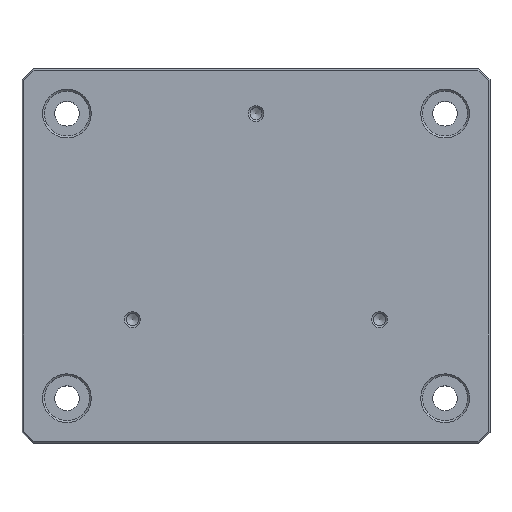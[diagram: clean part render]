
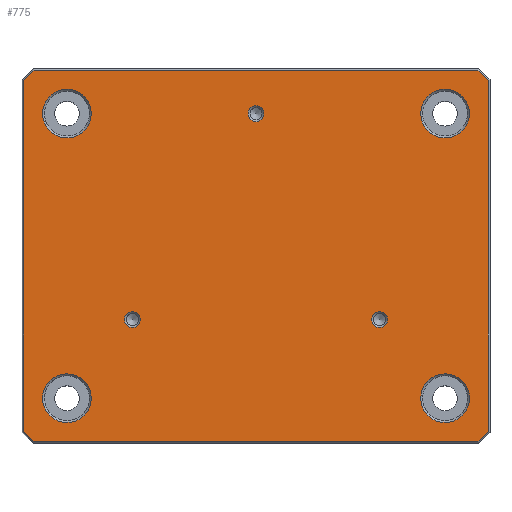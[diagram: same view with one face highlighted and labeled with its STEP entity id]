
A CAD part, top view. The second image highlights one B-rep face of the part: STEP entity #775.
In plain terms, the highlighted planar face has unit normal (0, 0, 1).
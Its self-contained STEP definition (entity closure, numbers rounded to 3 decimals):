
#113=FACE_BOUND('',#220,.T.);
#114=FACE_BOUND('',#221,.T.);
#115=FACE_BOUND('',#222,.T.);
#116=FACE_BOUND('',#223,.T.);
#117=FACE_BOUND('',#224,.T.);
#118=FACE_BOUND('',#225,.T.);
#119=FACE_BOUND('',#226,.T.);
#128=CIRCLE('',#842,2.121);
#129=CIRCLE('',#843,2.121);
#130=CIRCLE('',#844,6.5);
#131=CIRCLE('',#845,6.5);
#132=CIRCLE('',#846,6.5);
#133=CIRCLE('',#847,6.5);
#134=CIRCLE('',#848,2.121);
#176=FACE_OUTER_BOUND('',#219,.T.);
#219=EDGE_LOOP('',(#595,#596,#597,#598,#599,#600,#601,#602));
#220=EDGE_LOOP('',(#603));
#221=EDGE_LOOP('',(#604));
#222=EDGE_LOOP('',(#605));
#223=EDGE_LOOP('',(#606));
#224=EDGE_LOOP('',(#607));
#225=EDGE_LOOP('',(#608));
#226=EDGE_LOOP('',(#609));
#265=LINE('',#1181,#326);
#269=LINE('',#1189,#330);
#272=LINE('',#1195,#333);
#275=LINE('',#1201,#336);
#278=LINE('',#1207,#339);
#282=LINE('',#1215,#343);
#285=LINE('',#1221,#346);
#288=LINE('',#1225,#349);
#326=VECTOR('',#928,10.);
#330=VECTOR('',#934,10.);
#333=VECTOR('',#939,10.);
#336=VECTOR('',#944,10.);
#339=VECTOR('',#949,10.);
#343=VECTOR('',#955,10.);
#346=VECTOR('',#960,10.);
#349=VECTOR('',#965,10.);
#387=VERTEX_POINT('',#1179);
#388=VERTEX_POINT('',#1180);
#391=VERTEX_POINT('',#1188);
#393=VERTEX_POINT('',#1194);
#395=VERTEX_POINT('',#1200);
#397=VERTEX_POINT('',#1206);
#400=VERTEX_POINT('',#1214);
#402=VERTEX_POINT('',#1220);
#408=VERTEX_POINT('',#1245);
#409=VERTEX_POINT('',#1247);
#410=VERTEX_POINT('',#1249);
#411=VERTEX_POINT('',#1251);
#412=VERTEX_POINT('',#1253);
#413=VERTEX_POINT('',#1255);
#414=VERTEX_POINT('',#1257);
#450=EDGE_CURVE('',#387,#388,#265,.T.);
#454=EDGE_CURVE('',#388,#391,#269,.T.);
#457=EDGE_CURVE('',#391,#393,#272,.T.);
#460=EDGE_CURVE('',#393,#395,#275,.T.);
#463=EDGE_CURVE('',#395,#397,#278,.T.);
#467=EDGE_CURVE('',#397,#400,#282,.T.);
#470=EDGE_CURVE('',#400,#402,#285,.T.);
#473=EDGE_CURVE('',#402,#387,#288,.T.);
#483=EDGE_CURVE('',#408,#408,#128,.T.);
#484=EDGE_CURVE('',#409,#409,#129,.T.);
#485=EDGE_CURVE('',#410,#410,#130,.T.);
#486=EDGE_CURVE('',#411,#411,#131,.T.);
#487=EDGE_CURVE('',#412,#412,#132,.T.);
#488=EDGE_CURVE('',#413,#413,#133,.T.);
#489=EDGE_CURVE('',#414,#414,#134,.T.);
#595=ORIENTED_EDGE('',*,*,#450,.F.);
#596=ORIENTED_EDGE('',*,*,#473,.F.);
#597=ORIENTED_EDGE('',*,*,#470,.F.);
#598=ORIENTED_EDGE('',*,*,#467,.F.);
#599=ORIENTED_EDGE('',*,*,#463,.F.);
#600=ORIENTED_EDGE('',*,*,#460,.F.);
#601=ORIENTED_EDGE('',*,*,#457,.F.);
#602=ORIENTED_EDGE('',*,*,#454,.F.);
#603=ORIENTED_EDGE('',*,*,#483,.F.);
#604=ORIENTED_EDGE('',*,*,#484,.F.);
#605=ORIENTED_EDGE('',*,*,#485,.F.);
#606=ORIENTED_EDGE('',*,*,#486,.F.);
#607=ORIENTED_EDGE('',*,*,#487,.F.);
#608=ORIENTED_EDGE('',*,*,#488,.F.);
#609=ORIENTED_EDGE('',*,*,#489,.F.);
#753=PLANE('',#841);
#775=ADVANCED_FACE('',(#176,#113,#114,#115,#116,#117,#118,#119),#753,.T.);
#841=AXIS2_PLACEMENT_3D('',#1244,#983,#984);
#842=AXIS2_PLACEMENT_3D('',#1246,#985,#986);
#843=AXIS2_PLACEMENT_3D('',#1248,#987,#988);
#844=AXIS2_PLACEMENT_3D('',#1250,#989,#990);
#845=AXIS2_PLACEMENT_3D('',#1252,#991,#992);
#846=AXIS2_PLACEMENT_3D('',#1254,#993,#994);
#847=AXIS2_PLACEMENT_3D('',#1256,#995,#996);
#848=AXIS2_PLACEMENT_3D('',#1258,#997,#998);
#928=DIRECTION('',(1.,0.,0.));
#934=DIRECTION('',(0.707,-0.707,0.));
#939=DIRECTION('',(0.,-1.,0.));
#944=DIRECTION('',(-0.707,-0.707,0.));
#949=DIRECTION('',(-1.,0.,0.));
#955=DIRECTION('',(-0.707,0.707,0.));
#960=DIRECTION('',(0.,1.,0.));
#965=DIRECTION('',(0.707,0.707,0.));
#983=DIRECTION('center_axis',(0.,0.,1.));
#984=DIRECTION('ref_axis',(1.,0.,0.));
#985=DIRECTION('center_axis',(0.,0.,1.));
#986=DIRECTION('ref_axis',(-1.,0.,0.));
#987=DIRECTION('center_axis',(0.,0.,1.));
#988=DIRECTION('ref_axis',(-1.,0.,0.));
#989=DIRECTION('center_axis',(0.,0.,1.));
#990=DIRECTION('ref_axis',(-1.,0.,0.));
#991=DIRECTION('center_axis',(0.,0.,1.));
#992=DIRECTION('ref_axis',(-1.,0.,0.));
#993=DIRECTION('center_axis',(0.,0.,1.));
#994=DIRECTION('ref_axis',(-1.,0.,0.));
#995=DIRECTION('center_axis',(0.,0.,1.));
#996=DIRECTION('ref_axis',(-1.,0.,0.));
#997=DIRECTION('center_axis',(0.,0.,1.));
#998=DIRECTION('ref_axis',(-1.,0.,0.));
#1179=CARTESIAN_POINT('',(-59.293,49.5,26.));
#1180=CARTESIAN_POINT('',(59.293,49.5,26.));
#1181=CARTESIAN_POINT('',(31.25,49.5,26.));
#1188=CARTESIAN_POINT('',(62.,46.793,26.));
#1189=CARTESIAN_POINT('',(57.521,51.271,26.));
#1194=CARTESIAN_POINT('',(62.,-46.793,26.));
#1195=CARTESIAN_POINT('',(62.,-25.,26.));
#1200=CARTESIAN_POINT('',(59.293,-49.5,26.));
#1201=CARTESIAN_POINT('',(57.521,-51.271,26.));
#1206=CARTESIAN_POINT('',(-59.293,-49.5,26.));
#1207=CARTESIAN_POINT('',(-31.25,-49.5,26.));
#1214=CARTESIAN_POINT('',(-62.,-46.793,26.));
#1215=CARTESIAN_POINT('',(-57.521,-51.271,26.));
#1220=CARTESIAN_POINT('',(-62.,46.793,26.));
#1221=CARTESIAN_POINT('',(-62.,25.,26.));
#1225=CARTESIAN_POINT('',(-57.521,51.271,26.));
#1244=CARTESIAN_POINT('Origin',(0.,0.,26.));
#1245=CARTESIAN_POINT('',(2.121,38.,26.));
#1246=CARTESIAN_POINT('Origin',(0.,38.,26.));
#1247=CARTESIAN_POINT('',(35.121,-17.,26.));
#1248=CARTESIAN_POINT('Origin',(33.,-17.,26.));
#1249=CARTESIAN_POINT('',(-44.,38.,26.));
#1250=CARTESIAN_POINT('Origin',(-50.5,38.,26.));
#1251=CARTESIAN_POINT('',(57.,-38.,26.));
#1252=CARTESIAN_POINT('Origin',(50.5,-38.,26.));
#1253=CARTESIAN_POINT('',(-44.,-38.,26.));
#1254=CARTESIAN_POINT('Origin',(-50.5,-38.,26.));
#1255=CARTESIAN_POINT('',(57.,38.,26.));
#1256=CARTESIAN_POINT('Origin',(50.5,38.,26.));
#1257=CARTESIAN_POINT('',(-30.879,-17.,26.));
#1258=CARTESIAN_POINT('Origin',(-33.,-17.,26.));
